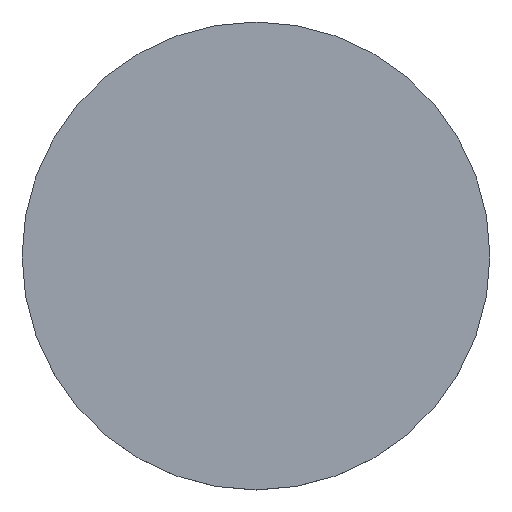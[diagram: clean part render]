
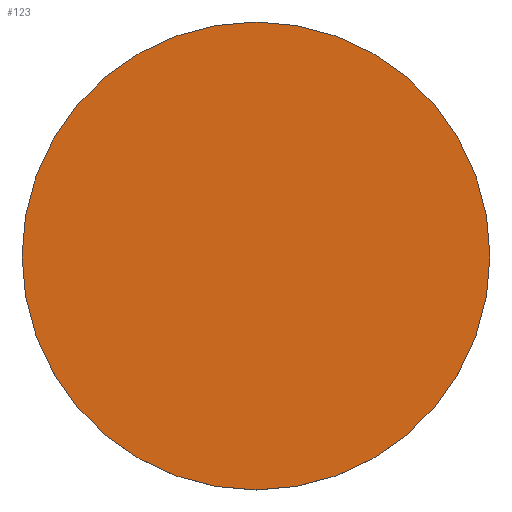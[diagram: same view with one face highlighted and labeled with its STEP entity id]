
A CAD part, top view. The second image highlights one B-rep face of the part: STEP entity #123.
In plain terms, the highlighted planar face has unit normal (0, 0, 1).
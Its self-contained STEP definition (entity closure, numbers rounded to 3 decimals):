
#2 = AXIS2_PLACEMENT_3D ( 'NONE', #46, #146, #58 ) ;
#8 = EDGE_LOOP ( 'NONE', ( #111, #127 ) ) ;
#13 = CARTESIAN_POINT ( 'NONE',  ( 0., 0., 4.7 ) ) ;
#17 = EDGE_CURVE ( 'NONE', #214, #150, #208, .T. ) ;
#21 = CARTESIAN_POINT ( 'NONE',  ( -25.4, 0., 4.7 ) ) ;
#46 = CARTESIAN_POINT ( 'NONE',  ( 0., 0., 4.7 ) ) ;
#58 = DIRECTION ( 'NONE',  ( 1., 0., 0. ) ) ;
#59 = PLANE ( 'NONE',  #121 ) ;
#68 = DIRECTION ( 'NONE',  ( 0., 0., -1. ) ) ;
#75 = EDGE_CURVE ( 'NONE', #150, #214, #119, .T. ) ;
#92 = DIRECTION ( 'NONE',  ( 1., 0., 0. ) ) ;
#105 = AXIS2_PLACEMENT_3D ( 'NONE', #13, #68, #156 ) ;
#106 = FACE_OUTER_BOUND ( 'NONE', #8, .T. ) ;
#111 = ORIENTED_EDGE ( 'NONE', *, *, #75, .F. ) ;
#119 = CIRCLE ( 'NONE', #2, 25.4 ) ;
#121 = AXIS2_PLACEMENT_3D ( 'NONE', #196, #199, #92 ) ;
#123 = ADVANCED_FACE ( 'NONE', ( #106 ), #59, .T. ) ;
#127 = ORIENTED_EDGE ( 'NONE', *, *, #17, .F. ) ;
#133 = CARTESIAN_POINT ( 'NONE',  ( 25.4, 0., 4.7 ) ) ;
#146 = DIRECTION ( 'NONE',  ( 0., 0., -1. ) ) ;
#150 = VERTEX_POINT ( 'NONE', #133 ) ;
#156 = DIRECTION ( 'NONE',  ( 1., 0., 0. ) ) ;
#196 = CARTESIAN_POINT ( 'NONE',  ( 0., 52.02, 4.7 ) ) ;
#199 = DIRECTION ( 'NONE',  ( 0., 0., 1. ) ) ;
#208 = CIRCLE ( 'NONE', #105, 25.4 ) ;
#214 = VERTEX_POINT ( 'NONE', #21 ) ;
